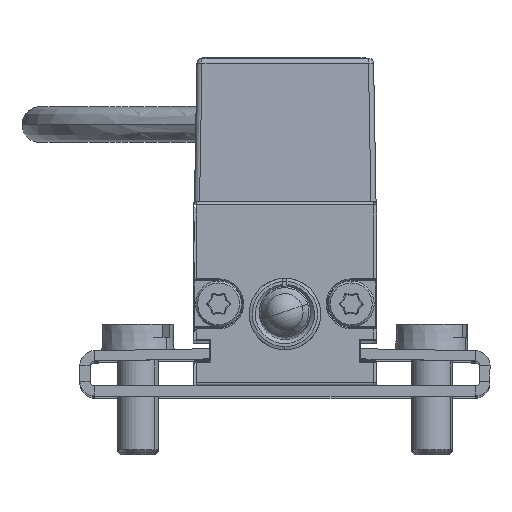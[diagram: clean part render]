
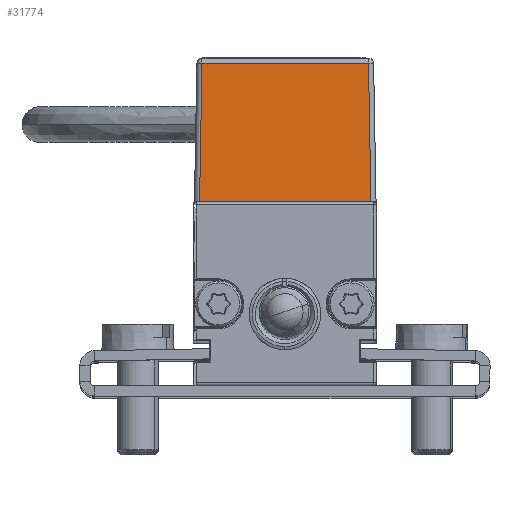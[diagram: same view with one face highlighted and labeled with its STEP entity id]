
A CAD part, top view. The second image highlights one B-rep face of the part: STEP entity #31774.
In plain terms, the highlighted planar face has unit normal (0, 0.018, 1).
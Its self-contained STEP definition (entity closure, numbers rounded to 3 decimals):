
#670 = ORIENTED_EDGE ( 'NONE', *, *, #11815, .T. ) ;
#672 = ORIENTED_EDGE ( 'NONE', *, *, #11813, .T. ) ;
#674 = ORIENTED_EDGE ( 'NONE', *, *, #11778, .T. ) ;
#676 = ORIENTED_EDGE ( 'NONE', *, *, #11816, .T. ) ;
#8873 = AXIS2_PLACEMENT_3D ( 'NONE', #9307, #9308, #9309 ) ;
#9281 = FACE_OUTER_BOUND ( 'NONE', #19330, .T. ) ;
#9297 = PLANE ( 'NONE',  #8873 ) ;
#9307 = CARTESIAN_POINT ( 'NONE',  ( -8.868, 18., 161.009 ) ) ;
#9308 = DIRECTION ( 'NONE',  ( 0., 0.017, 1. ) ) ;
#9309 = DIRECTION ( 'NONE',  ( 0., -1., 0.017 ) ) ;
#11778 = EDGE_CURVE ( 'NONE', #13603, #13618, #25227, .T. ) ;
#11813 = EDGE_CURVE ( 'NONE', #13596, #13603, #25334, .T. ) ;
#11815 = EDGE_CURVE ( 'NONE', #13601, #13596, #25341, .T. ) ;
#11816 = EDGE_CURVE ( 'NONE', #13618, #13601, #25346, .T. ) ;
#13596 = VERTEX_POINT ( 'NONE', #26592 ) ;
#13601 = VERTEX_POINT ( 'NONE', #26597 ) ;
#13603 = VERTEX_POINT ( 'NONE', #26599 ) ;
#13618 = VERTEX_POINT ( 'NONE', #26614 ) ;
#19330 = EDGE_LOOP ( 'NONE', ( #670, #672, #674, #676 ) ) ;
#24289 = VECTOR ( 'NONE', #25232, 1000. ) ;
#24336 = VECTOR ( 'NONE', #25338, 1000. ) ;
#24342 = VECTOR ( 'NONE', #25345, 1000. ) ;
#24347 = VECTOR ( 'NONE', #25348, 1000. ) ;
#25227 = LINE ( 'NONE', #25230, #24289 ) ;
#25230 = CARTESIAN_POINT ( 'NONE',  ( -8.366, 17.991, 161.009 ) ) ;
#25232 = DIRECTION ( 'NONE',  ( -0.017, -1., 0.017 ) ) ;
#25316 = CARTESIAN_POINT ( 'NONE',  ( 8.421, 18.302, 161.003 ) ) ;
#25330 = CARTESIAN_POINT ( 'NONE',  ( -8.868, 31.583, 160.771 ) ) ;
#25334 = LINE ( 'NONE', #25330, #24336 ) ;
#25338 = DIRECTION ( 'NONE',  ( -1., 0., 0. ) ) ;
#25341 = LINE ( 'NONE', #25316, #24342 ) ;
#25345 = DIRECTION ( 'NONE',  ( -0.017, 1., -0.017 ) ) ;
#25346 = LINE ( 'NONE', #25347, #24347 ) ;
#25347 = CARTESIAN_POINT ( 'NONE',  ( -8.868, 18., 161.009 ) ) ;
#25348 = DIRECTION ( 'NONE',  ( 1., 0., 0. ) ) ;
#26592 = CARTESIAN_POINT ( 'NONE',  ( 8.189, 31.583, 160.771 ) ) ;
#26597 = CARTESIAN_POINT ( 'NONE',  ( 8.426, 18., 161.009 ) ) ;
#26599 = CARTESIAN_POINT ( 'NONE',  ( -8.129, 31.583, 160.771 ) ) ;
#26614 = CARTESIAN_POINT ( 'NONE',  ( -8.366, 18., 161.009 ) ) ;
#31774 = ADVANCED_FACE ( 'NONE', ( #9281 ), #9297, .T. ) ;
